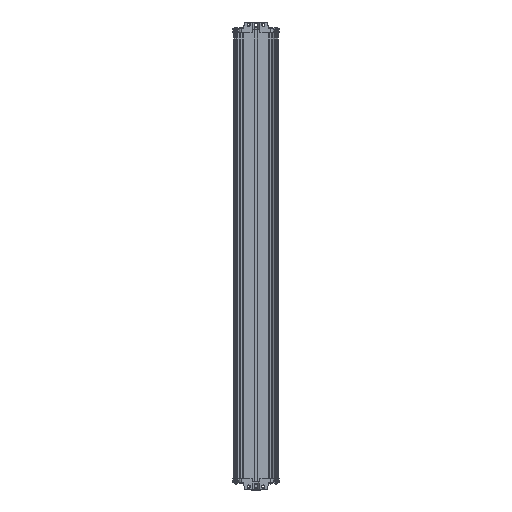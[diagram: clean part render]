
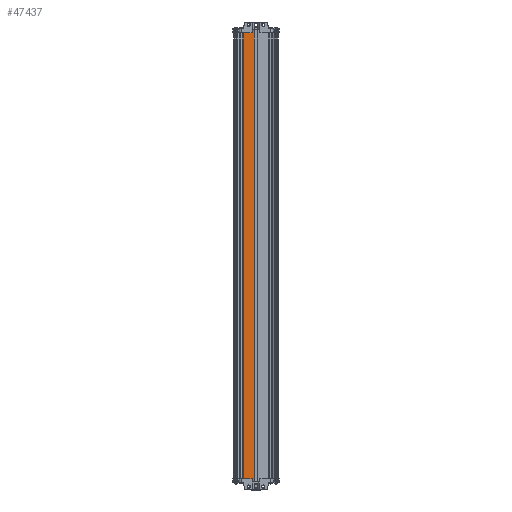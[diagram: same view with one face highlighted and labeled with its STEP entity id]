
A CAD part, front view. The second image highlights one B-rep face of the part: STEP entity #47437.
In plain terms, the highlighted planar face has unit normal (0, -1, 0).
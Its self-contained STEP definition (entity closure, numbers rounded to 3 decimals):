
#5058=FACE_OUTER_BOUND('',#8073,.T.);
#8073=EDGE_LOOP('',(#31411,#31412,#31413,#31414));
#11596=LINE('',#67031,#14337);
#11704=LINE('',#67487,#14445);
#11706=LINE('',#67493,#14447);
#11707=LINE('',#67494,#14448);
#14337=VECTOR('',#55094,1.361);
#14445=VECTOR('',#55490,55.925);
#14447=VECTOR('',#55496,55.925);
#14448=VECTOR('',#55497,1.361);
#19298=VERTEX_POINT('',#67028);
#19299=VERTEX_POINT('',#67030);
#19497=VERTEX_POINT('',#67486);
#19499=VERTEX_POINT('',#67492);
#23929=EDGE_CURVE('',#19299,#19298,#11596,.T.);
#24155=EDGE_CURVE('',#19299,#19497,#11704,.T.);
#24158=EDGE_CURVE('',#19499,#19298,#11706,.T.);
#24159=EDGE_CURVE('',#19499,#19497,#11707,.T.);
#31411=ORIENTED_EDGE('',*,*,#23929,.T.);
#31412=ORIENTED_EDGE('',*,*,#24158,.F.);
#31413=ORIENTED_EDGE('',*,*,#24159,.T.);
#31414=ORIENTED_EDGE('',*,*,#24155,.F.);
#45479=PLANE('',#50586);
#47437=ADVANCED_FACE('',(#5058),#45479,.T.);
#50586=AXIS2_PLACEMENT_3D('',#67491,#55494,#55495);
#55094=DIRECTION('',(1.,0.,0.));
#55490=DIRECTION('',(0.,0.,1.));
#55494=DIRECTION('center_axis',(0.,-1.,0.));
#55495=DIRECTION('ref_axis',(0.,0.,-1.));
#55496=DIRECTION('',(0.,0.,-1.));
#55497=DIRECTION('',(-1.,0.,0.));
#67028=CARTESIAN_POINT('',(-0.211,-2.883,-25.675));
#67030=CARTESIAN_POINT('',(-1.573,-2.883,-25.675));
#67031=CARTESIAN_POINT('',(-0.09,-2.883,-25.675));
#67486=CARTESIAN_POINT('',(-1.573,-2.883,30.25));
#67487=CARTESIAN_POINT('',(-1.573,-2.883,0.));
#67491=CARTESIAN_POINT('Origin',(-0.18,-2.883,0.));
#67492=CARTESIAN_POINT('',(-0.211,-2.883,30.25));
#67493=CARTESIAN_POINT('',(-0.211,-2.883,0.));
#67494=CARTESIAN_POINT('',(-1.608,-2.883,30.25));
